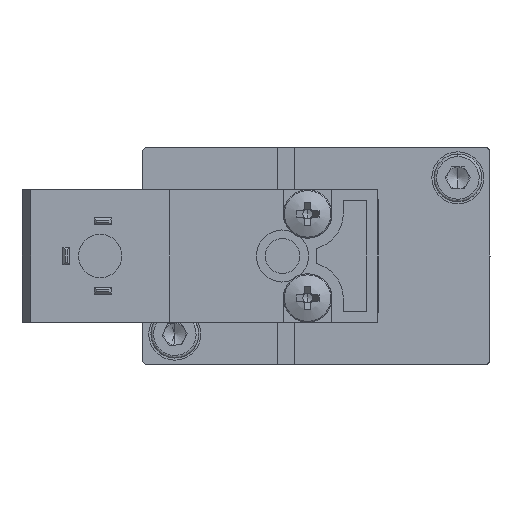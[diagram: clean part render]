
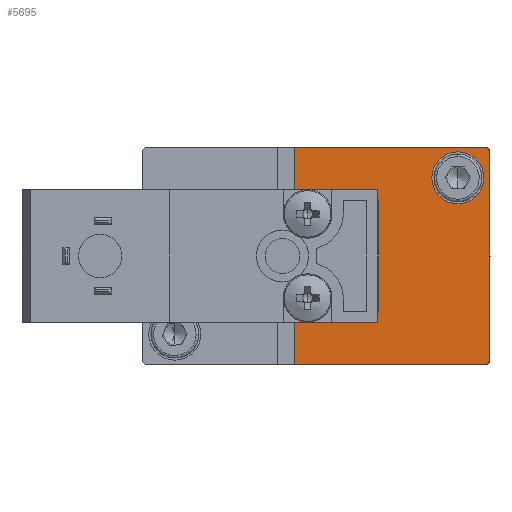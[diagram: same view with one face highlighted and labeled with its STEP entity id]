
A CAD part, left-side view. The second image highlights one B-rep face of the part: STEP entity #5695.
In plain terms, the highlighted planar face has unit normal (-1, 0, 0).
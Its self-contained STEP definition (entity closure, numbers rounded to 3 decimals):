
#65 = DIRECTION ( 'NONE',  ( 0., -1., 0. ) ) ;
#90 = DIRECTION ( 'NONE',  ( 1., 0., 0. ) ) ;
#144 = CARTESIAN_POINT ( 'NONE',  ( -77., 0.5, 0.5 ) ) ;
#341 = EDGE_CURVE ( 'NONE', #10533, #13132, #21880, .T. ) ;
#574 = EDGE_CURVE ( 'NONE', #20447, #11158, #5194, .T. ) ;
#658 = ORIENTED_EDGE ( 'NONE', *, *, #341, .F. ) ;
#813 = EDGE_CURVE ( 'NONE', #21676, #1041, #5871, .T. ) ;
#1041 = VERTEX_POINT ( 'NONE', #15754 ) ;
#1111 = EDGE_CURVE ( 'NONE', #10533, #8354, #17494, .T. ) ;
#1197 = DIRECTION ( 'NONE',  ( 0., -1., 0. ) ) ;
#1273 = DIRECTION ( 'NONE',  ( -1., 0., 0. ) ) ;
#1345 = EDGE_CURVE ( 'NONE', #1041, #13132, #12124, .T. ) ;
#1348 = CARTESIAN_POINT ( 'NONE',  ( -77., 0., 24.5 ) ) ;
#1414 = EDGE_CURVE ( 'NONE', #8354, #6219, #20374, .T. ) ;
#1513 = EDGE_CURVE ( 'NONE', #6219, #21676, #16194, .T. ) ;
#1728 = ORIENTED_EDGE ( 'NONE', *, *, #1345, .T. ) ;
#1819 = PLANE ( 'NONE',  #6060 ) ;
#2237 = CARTESIAN_POINT ( 'NONE',  ( -77., 0., 0. ) ) ;
#2744 = DIRECTION ( 'NONE',  ( 0., -1., 0. ) ) ;
#2827 = DIRECTION ( 'NONE',  ( 1., 0., 0. ) ) ;
#2879 = CARTESIAN_POINT ( 'NONE',  ( -77., 3.7, 21.5 ) ) ;
#2957 = CARTESIAN_POINT ( 'NONE',  ( -77., 22.5, 25. ) ) ;
#3185 = CARTESIAN_POINT ( 'NONE',  ( -77., 0., 0.5 ) ) ;
#3687 = CIRCLE ( 'NONE', #20963, 3. ) ;
#5194 = CIRCLE ( 'NONE', #12761, 3. ) ;
#5390 = ORIENTED_EDGE ( 'NONE', *, *, #813, .T. ) ;
#5695 = ADVANCED_FACE ( 'NONE', ( #13819, #13942 ), #1819, .T. ) ;
#5871 = LINE ( 'NONE', #18441, #14584 ) ;
#6060 = AXIS2_PLACEMENT_3D ( 'NONE', #2237, #1273, #1197 ) ;
#6068 = ORIENTED_EDGE ( 'NONE', *, *, #574, .T. ) ;
#6195 = ORIENTED_EDGE ( 'NONE', *, *, #1414, .T. ) ;
#6219 = VERTEX_POINT ( 'NONE', #7351 ) ;
#6381 = EDGE_LOOP ( 'NONE', ( #14710, #6068 ) ) ;
#7351 = CARTESIAN_POINT ( 'NONE',  ( -77., 0.5, 25. ) ) ;
#8354 = VERTEX_POINT ( 'NONE', #1348 ) ;
#8854 = VECTOR ( 'NONE', #11990, 1000. ) ;
#9104 = CARTESIAN_POINT ( 'NONE',  ( -77., 40., 25. ) ) ;
#9355 = AXIS2_PLACEMENT_3D ( 'NONE', #10498, #10492, #10481 ) ;
#9689 = DIRECTION ( 'NONE',  ( 0., 1., 0. ) ) ;
#9964 = ORIENTED_EDGE ( 'NONE', *, *, #1513, .T. ) ;
#10065 = VECTOR ( 'NONE', #14717, 1000. ) ;
#10481 = DIRECTION ( 'NONE',  ( 0., -1., 0. ) ) ;
#10492 = DIRECTION ( 'NONE',  ( -1., 0., 0. ) ) ;
#10498 = CARTESIAN_POINT ( 'NONE',  ( -77., 0.5, 24.5 ) ) ;
#10513 = EDGE_CURVE ( 'NONE', #11158, #20447, #3687, .T. ) ;
#10533 = VERTEX_POINT ( 'NONE', #3185 ) ;
#11158 = VERTEX_POINT ( 'NONE', #18911 ) ;
#11711 = CARTESIAN_POINT ( 'NONE',  ( -77., 0., 0. ) ) ;
#11725 = EDGE_LOOP ( 'NONE', ( #1728, #658, #16262, #6195, #9964, #5390 ) ) ;
#11990 = DIRECTION ( 'NONE',  ( 0., -1., 0. ) ) ;
#12124 = LINE ( 'NONE', #11711, #8854 ) ;
#12761 = AXIS2_PLACEMENT_3D ( 'NONE', #20595, #20572, #20556 ) ;
#13132 = VERTEX_POINT ( 'NONE', #20719 ) ;
#13819 = FACE_OUTER_BOUND ( 'NONE', #11725, .T. ) ;
#13942 = FACE_BOUND ( 'NONE', #6381, .T. ) ;
#14086 = AXIS2_PLACEMENT_3D ( 'NONE', #144, #90, #65 ) ;
#14584 = VECTOR ( 'NONE', #18459, 1000. ) ;
#14685 = CARTESIAN_POINT ( 'NONE',  ( -77., 0., 0. ) ) ;
#14710 = ORIENTED_EDGE ( 'NONE', *, *, #10513, .T. ) ;
#14717 = DIRECTION ( 'NONE',  ( 0., 0., 1. ) ) ;
#15754 = CARTESIAN_POINT ( 'NONE',  ( -77., 22.5, 0. ) ) ;
#16194 = LINE ( 'NONE', #9104, #17742 ) ;
#16262 = ORIENTED_EDGE ( 'NONE', *, *, #1111, .T. ) ;
#17494 = LINE ( 'NONE', #14685, #10065 ) ;
#17742 = VECTOR ( 'NONE', #9689, 1000. ) ;
#18356 = CARTESIAN_POINT ( 'NONE',  ( -77., 6.7, 21.5 ) ) ;
#18441 = CARTESIAN_POINT ( 'NONE',  ( -77., 22.5, 0. ) ) ;
#18459 = DIRECTION ( 'NONE',  ( 0., 0., -1. ) ) ;
#18911 = CARTESIAN_POINT ( 'NONE',  ( -77., 0.7, 21.5 ) ) ;
#20374 = CIRCLE ( 'NONE', #9355, 0.5 ) ;
#20447 = VERTEX_POINT ( 'NONE', #18356 ) ;
#20556 = DIRECTION ( 'NONE',  ( 0., -1., 0. ) ) ;
#20572 = DIRECTION ( 'NONE',  ( 1., 0., 0. ) ) ;
#20595 = CARTESIAN_POINT ( 'NONE',  ( -77., 3.7, 21.5 ) ) ;
#20719 = CARTESIAN_POINT ( 'NONE',  ( -77., 0.5, 0. ) ) ;
#20963 = AXIS2_PLACEMENT_3D ( 'NONE', #2879, #2827, #2744 ) ;
#21676 = VERTEX_POINT ( 'NONE', #2957 ) ;
#21880 = CIRCLE ( 'NONE', #14086, 0.5 ) ;
